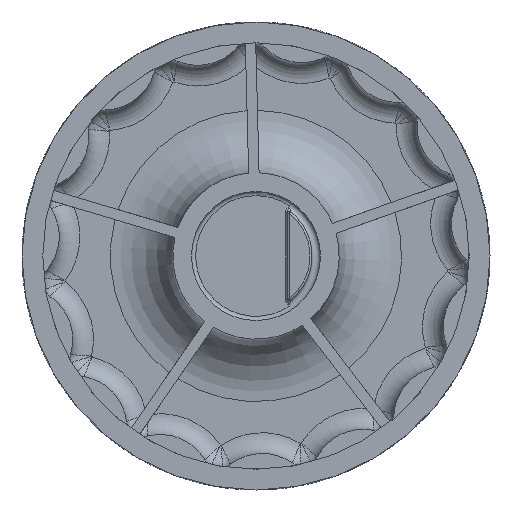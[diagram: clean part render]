
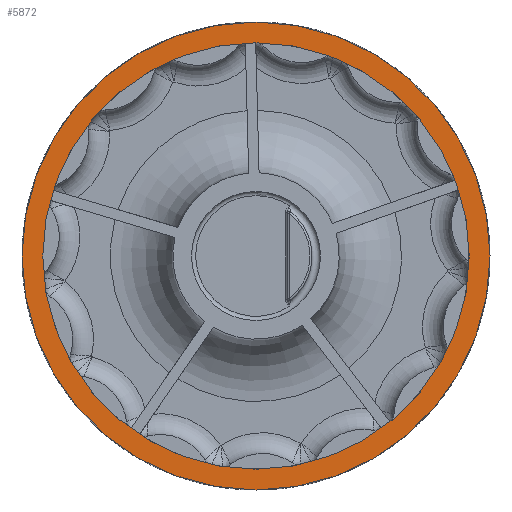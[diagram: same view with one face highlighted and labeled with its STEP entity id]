
A CAD part, front view. The second image highlights one B-rep face of the part: STEP entity #5872.
In plain terms, the highlighted planar face has unit normal (0, -1, 0).
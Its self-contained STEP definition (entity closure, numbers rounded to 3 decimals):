
#15=FACE_BOUND('',#1497,.T.);
#340=CIRCLE('',#5998,10.25);
#563=CIRCLE('',#6301,11.25);
#1099=FACE_OUTER_BOUND('',#1496,.T.);
#1496=EDGE_LOOP('',(#5279));
#1497=EDGE_LOOP('',(#5280));
#2381=VERTEX_POINT('',#8599);
#2706=VERTEX_POINT('',#14207);
#2912=EDGE_CURVE('',#2381,#2381,#340,.T.);
#3442=EDGE_CURVE('',#2706,#2706,#563,.T.);
#5279=ORIENTED_EDGE('',*,*,#3442,.F.);
#5280=ORIENTED_EDGE('',*,*,#2912,.T.);
#5520=PLANE('',#6476);
#5872=ADVANCED_FACE('',(#1099,#15),#5520,.F.);
#5998=AXIS2_PLACEMENT_3D('',#8600,#6698,#6699);
#6301=AXIS2_PLACEMENT_3D('',#14209,#7397,#7398);
#6476=AXIS2_PLACEMENT_3D('',#16335,#7776,#7777);
#6698=DIRECTION('center_axis',(0.,1.,0.));
#6699=DIRECTION('ref_axis',(1.,0.,0.));
#7397=DIRECTION('center_axis',(0.,1.,0.));
#7398=DIRECTION('ref_axis',(1.,0.,0.));
#7776=DIRECTION('center_axis',(0.,1.,0.));
#7777=DIRECTION('ref_axis',(1.,0.,0.));
#8599=CARTESIAN_POINT('',(-10.25,0.,0.));
#8600=CARTESIAN_POINT('Origin',(0.,0.,0.));
#14207=CARTESIAN_POINT('',(-11.25,0.,0.));
#14209=CARTESIAN_POINT('Origin',(0.,0.,0.));
#16335=CARTESIAN_POINT('Origin',(0.,0.,0.));
